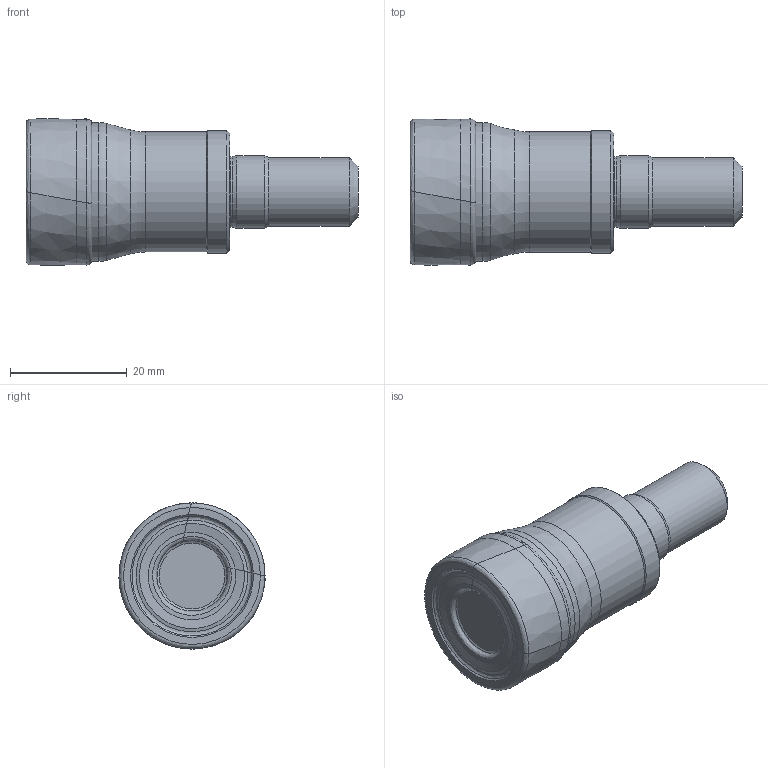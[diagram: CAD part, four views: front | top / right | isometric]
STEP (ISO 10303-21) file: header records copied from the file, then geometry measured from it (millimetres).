
FILE_DESCRIPTION(/* description */ (''),/* implementation_level */ '2;1');
FILE_NAME(/* name */ 'AEM90-AX1235-D25-M12-L35-Z04-H.stp',/* time_stamp */ '2023-10-19T10:38:30+03:00',/* author */ (''),/* organization */ (''),/* preprocessor_version */ 'ST-DEVELOPER v19.4',/* originating_system */ 'SIEMENS PLM Software NX2306.5001',/* authorisation */ '');
FILE_SCHEMA (('AUTOMOTIVE_DESIGN { 1 0 10303 214 3 1 1 1 }'));
Length unit declared in the file: millimetre
Products named in the file (1): AEM90-AX1235-D25-M12-L35-Z04-H-LIGHT_x_t_objects
Bounding box: 56.97 x 25.07 x 25.09 mm (x, y, z)
Volume: 19512.4 mm3; surface area: 5883.6 mm2
Topology: 2 solids, 2 shells, 63 faces, 121 edges, 62 vertices
Faces by surface type: bspline 40, cone 9, cylinder 6, torus 4, plane 4
Full cylindrical faces by diameter (mm): 11.75 x1, 12.1 x1, 12.5 x1, 20.6 x1, 21 x1, 23.8 x1
Entity records: 2032 total; most frequent: CARTESIAN_POINT 920, DIRECTION 220, ORIENTED_EDGE 204, EDGE_CURVE 102, AXIS2_PLACEMENT_3D 98, EDGE_LOOP 84, ADVANCED_FACE 63, CIRCLE 62
